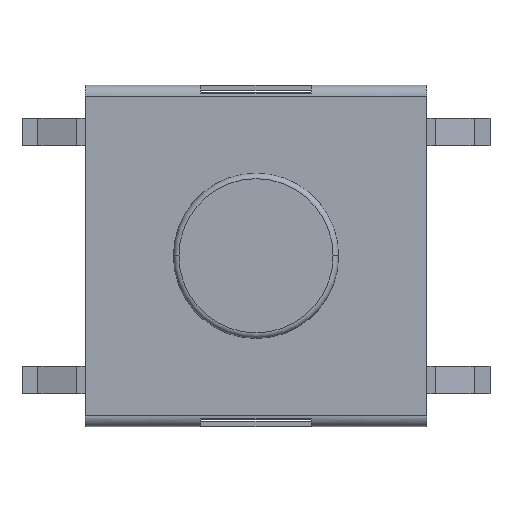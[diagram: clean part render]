
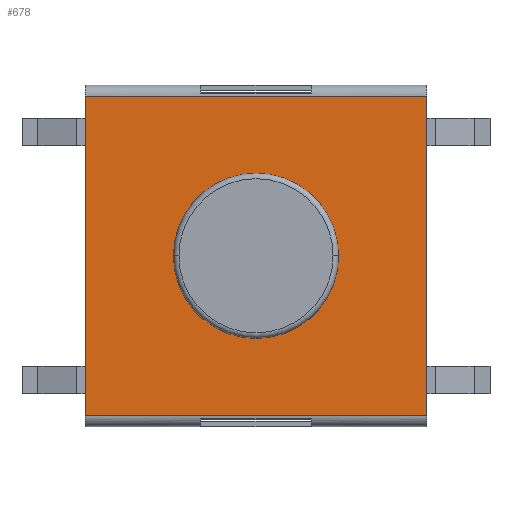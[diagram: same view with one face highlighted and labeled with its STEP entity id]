
A CAD part, top view. The second image highlights one B-rep face of the part: STEP entity #678.
In plain terms, the highlighted planar face has unit normal (0, 0, 1).
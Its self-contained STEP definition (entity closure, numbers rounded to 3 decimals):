
#362 = CARTESIAN_POINT ( 'NONE',  ( 3.1, -2.9, 0. ) ) ;
#479 = LINE ( 'NONE', #2605, #1619 ) ;
#678 = ADVANCED_FACE ( 'NONE', ( #3081, #10047 ), #14705, .F. ) ;
#1211 = CARTESIAN_POINT ( 'NONE',  ( -1.5, 0., 0. ) ) ;
#1373 = VERTEX_POINT ( 'NONE', #3869 ) ;
#1619 = VECTOR ( 'NONE', #14578, 1000. ) ;
#1620 = EDGE_CURVE ( 'NONE', #4768, #8761, #14932, .T. ) ;
#1693 = CARTESIAN_POINT ( 'NONE',  ( 3.1, 2.9, 0. ) ) ;
#1758 = CARTESIAN_POINT ( 'NONE',  ( 1.5, 0., 0. ) ) ;
#2237 = AXIS2_PLACEMENT_3D ( 'NONE', #4564, #8282, #3380 ) ;
#2327 = AXIS2_PLACEMENT_3D ( 'NONE', #5570, #3259, #9016 ) ;
#2605 = CARTESIAN_POINT ( 'NONE',  ( -3.1, -2.9, 0. ) ) ;
#3077 = DIRECTION ( 'NONE',  ( -1., 0., 0. ) ) ;
#3081 = FACE_BOUND ( 'NONE', #10033, .T. ) ;
#3114 = EDGE_CURVE ( 'NONE', #1373, #8183, #12117, .T. ) ;
#3259 = DIRECTION ( 'NONE',  ( 0., 0., 1. ) ) ;
#3380 = DIRECTION ( 'NONE',  ( -1., 0., 0. ) ) ;
#3869 = CARTESIAN_POINT ( 'NONE',  ( 3.1, 2.9, 0. ) ) ;
#4205 = CARTESIAN_POINT ( 'NONE',  ( 0., 0., 0. ) ) ;
#4473 = CARTESIAN_POINT ( 'NONE',  ( -3.1, 0., 0. ) ) ;
#4564 = CARTESIAN_POINT ( 'NONE',  ( 0., 0., 0. ) ) ;
#4768 = VERTEX_POINT ( 'NONE', #1211 ) ;
#5242 = ORIENTED_EDGE ( 'NONE', *, *, #13149, .F. ) ;
#5366 = VECTOR ( 'NONE', #7723, 1000. ) ;
#5570 = CARTESIAN_POINT ( 'NONE',  ( 0., 0., 0. ) ) ;
#6341 = ORIENTED_EDGE ( 'NONE', *, *, #3114, .T. ) ;
#7253 = EDGE_CURVE ( 'NONE', #11622, #12177, #479, .T. ) ;
#7533 = ORIENTED_EDGE ( 'NONE', *, *, #7253, .T. ) ;
#7698 = EDGE_CURVE ( 'NONE', #8761, #4768, #9108, .T. ) ;
#7723 = DIRECTION ( 'NONE',  ( 0., 1., 0. ) ) ;
#8183 = VERTEX_POINT ( 'NONE', #13304 ) ;
#8253 = VECTOR ( 'NONE', #10220, 1000. ) ;
#8282 = DIRECTION ( 'NONE',  ( 0., 0., -1. ) ) ;
#8384 = AXIS2_PLACEMENT_3D ( 'NONE', #4205, #11280, #3077 ) ;
#8761 = VERTEX_POINT ( 'NONE', #1758 ) ;
#8799 = DIRECTION ( 'NONE',  ( -1., 0., 0. ) ) ;
#8882 = CARTESIAN_POINT ( 'NONE',  ( -3.1, -2.9, 0. ) ) ;
#9016 = DIRECTION ( 'NONE',  ( -1., 0., 0. ) ) ;
#9108 = CIRCLE ( 'NONE', #8384, 1.5 ) ;
#9549 = EDGE_LOOP ( 'NONE', ( #6341, #11544, #7533, #5242 ) ) ;
#10033 = EDGE_LOOP ( 'NONE', ( #12143, #14286 ) ) ;
#10047 = FACE_OUTER_BOUND ( 'NONE', #9549, .T. ) ;
#10190 = LINE ( 'NONE', #4473, #5366 ) ;
#10220 = DIRECTION ( 'NONE',  ( 0., -1., 0. ) ) ;
#11280 = DIRECTION ( 'NONE',  ( 0., 0., 1. ) ) ;
#11444 = LINE ( 'NONE', #14724, #8253 ) ;
#11544 = ORIENTED_EDGE ( 'NONE', *, *, #11678, .F. ) ;
#11622 = VERTEX_POINT ( 'NONE', #8882 ) ;
#11678 = EDGE_CURVE ( 'NONE', #11622, #8183, #10190, .T. ) ;
#12117 = LINE ( 'NONE', #1693, #14433 ) ;
#12143 = ORIENTED_EDGE ( 'NONE', *, *, #1620, .F. ) ;
#12177 = VERTEX_POINT ( 'NONE', #362 ) ;
#13149 = EDGE_CURVE ( 'NONE', #1373, #12177, #11444, .T. ) ;
#13304 = CARTESIAN_POINT ( 'NONE',  ( -3.1, 2.9, 0. ) ) ;
#14286 = ORIENTED_EDGE ( 'NONE', *, *, #7698, .F. ) ;
#14433 = VECTOR ( 'NONE', #8799, 1000. ) ;
#14578 = DIRECTION ( 'NONE',  ( 1., 0., 0. ) ) ;
#14705 = PLANE ( 'NONE',  #2237 ) ;
#14724 = CARTESIAN_POINT ( 'NONE',  ( 3.1, 0., 0. ) ) ;
#14932 = CIRCLE ( 'NONE', #2327, 1.5 ) ;
